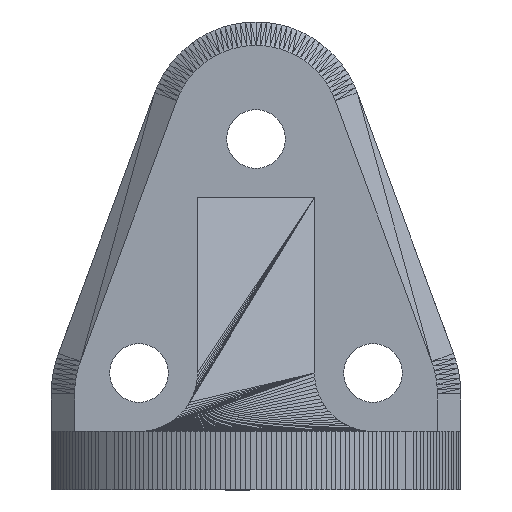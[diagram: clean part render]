
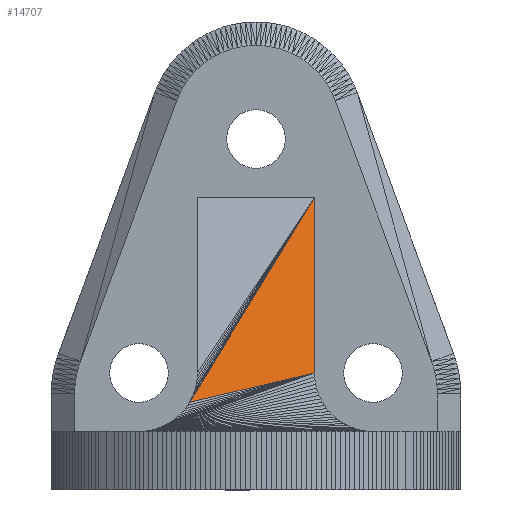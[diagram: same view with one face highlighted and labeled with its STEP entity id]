
A CAD part, left-side view. The second image highlights one B-rep face of the part: STEP entity #14707.
In plain terms, the highlighted planar face has unit normal (-0.958, 0, 0.287).
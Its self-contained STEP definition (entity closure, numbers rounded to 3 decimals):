
#627=FACE_OUTER_BOUND('',#1517,.T.);
#1517=EDGE_LOOP('',(#11567,#11568,#11569));
#3259=LINE('',#22621,#5308);
#3262=LINE('',#22627,#5311);
#3263=LINE('',#22628,#5312);
#5308=VECTOR('',#18542,15.66);
#5311=VECTOR('',#18547,10.984);
#5312=VECTOR('',#18548,21.158);
#6761=VERTEX_POINT('',#22619);
#6762=VERTEX_POINT('',#22620);
#6764=VERTEX_POINT('',#22626);
#8525=EDGE_CURVE('',#6761,#6762,#3259,.T.);
#8528=EDGE_CURVE('',#6764,#6761,#3262,.T.);
#8529=EDGE_CURVE('',#6764,#6762,#3263,.T.);
#11567=ORIENTED_EDGE('',*,*,#8528,.T.);
#11568=ORIENTED_EDGE('',*,*,#8525,.T.);
#11569=ORIENTED_EDGE('',*,*,#8529,.F.);
#13821=PLANE('',#15597);
#14707=ADVANCED_FACE('',(#627),#13821,.T.);
#15597=AXIS2_PLACEMENT_3D('',#22625,#18545,#18546);
#18542=DIRECTION('',(0.287,0.,0.958));
#18545=DIRECTION('center_axis',(-0.958,0.,0.287));
#18546=DIRECTION('ref_axis',(0.287,0.,0.958));
#18547=DIRECTION('',(0.068,-0.971,0.228));
#18548=DIRECTION('',(0.248,-0.504,0.827));
#22619=CARTESIAN_POINT('',(4.5,12.5,10.));
#22620=CARTESIAN_POINT('',(9.,12.5,25.));
#22621=CARTESIAN_POINT('',(4.5,12.5,10.));
#22625=CARTESIAN_POINT('Origin',(3.75,23.17,7.5));
#22626=CARTESIAN_POINT('',(3.75,23.17,7.5));
#22627=CARTESIAN_POINT('',(3.75,23.17,7.5));
#22628=CARTESIAN_POINT('',(3.75,23.17,7.5));
